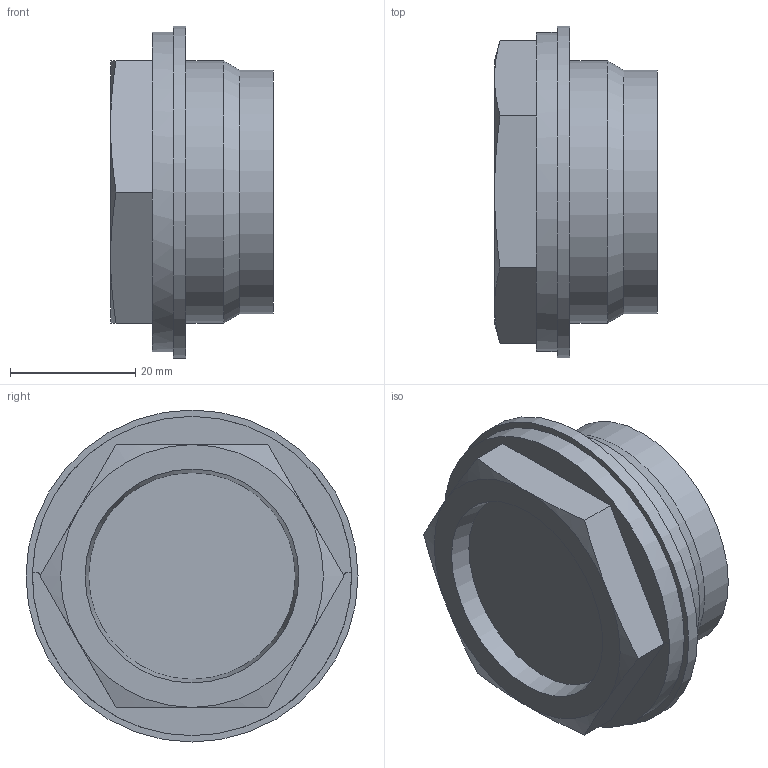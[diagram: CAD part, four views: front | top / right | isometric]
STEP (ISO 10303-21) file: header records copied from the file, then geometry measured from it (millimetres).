
FILE_DESCRIPTION( ( 'STEP AP214' ), '1' );
FILE_NAME( 'K0445.151114.stp', '2020-12-08T08:55:22', ( '' ), ( '' ), ' ', 'PARTsolutions', ' ' );
FILE_SCHEMA( ( 'AUTOMOTIVE_DESIGN { 1 0 10303 214 1 1 1 1 }' ) );
Length unit declared in the file: millimetre
Products named in the file (1): _K0445.151114
Bounding box: 26 x 53.04 x 53.04 mm (x, y, z)
Volume: 23535.9 mm3; surface area: 9815.8 mm2
Topology: 1 solids, 1 shells, 29 faces, 61 edges, 38 vertices
Faces by surface type: plane 16, cone 8, cylinder 5
Full cylindrical faces by diameter (mm): 31.12 x1, 38.9 x1, 41.91 x1, 51 x1, 53.04 x1
Entity records: 1010 total; most frequent: CARTESIAN_POINT 180, DIRECTION 120, ORIENTED_EDGE 106, EDGE_CURVE 53, AXIS2_PLACEMENT_3D 49, EDGE_LOOP 40, VERTEX_POINT 37, FACE_OUTER_BOUND 34
